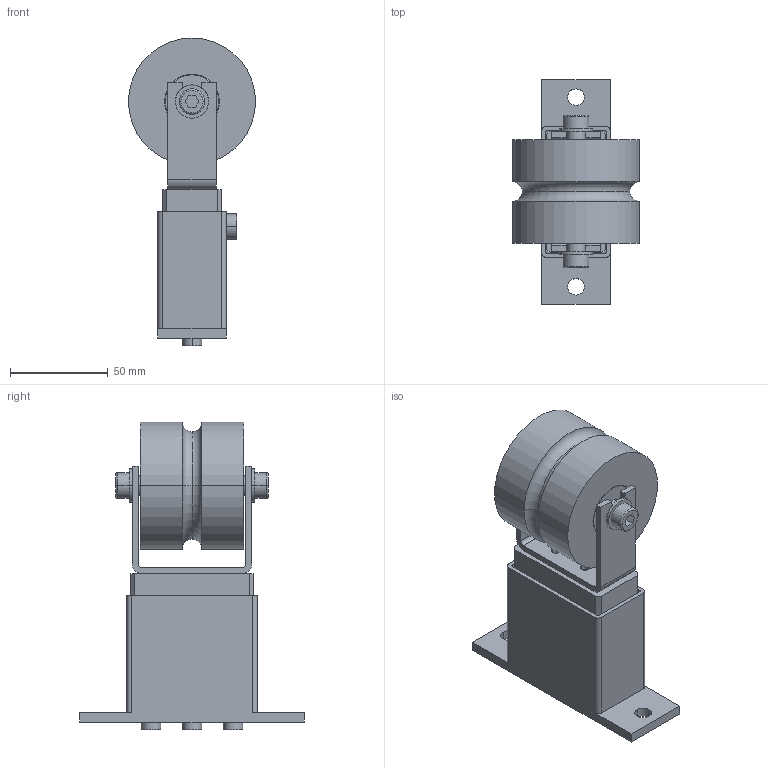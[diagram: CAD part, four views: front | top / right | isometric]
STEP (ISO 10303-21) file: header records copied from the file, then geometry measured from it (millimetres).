
FILE_DESCRIPTION(('STEP AP214'),'1');
FILE_NAME('cctmp_B1590F4D-0256-4F1A-AFF4-660C8EFC2201_2023_7_12_13_2_54_835..stp','2023-07-12T11:02:54',('Murtfeldt Kunststoffe GmbH & Co.KG'),('CADClick - www.CADClick.com'),'Spatial InterOp 3D',' ','unknown authorization');
FILE_SCHEMA(('AUTOMOTIVE_DESIGN'));
Length unit declared in the file: millimetre
Products named in the file (1): 1
Bounding box: 65 x 115 x 157.5 mm (x, y, z)
Volume: 322586.5 mm3; surface area: 86331.5 mm2
Topology: 8 solids, 14 shells, 227 faces, 518 edges, 326 vertices
Faces by surface type: plane 113, cylinder 78, torus 28, cone 8
Entity records: 8316 total; most frequent: DIRECTION 1200, CARTESIAN_POINT 1075, ORIENTED_EDGE 1028, EDGE_CURVE 514, AXIS2_PLACEMENT_3D 451, VERTEX_POINT 326, LINE 298, VECTOR 298
